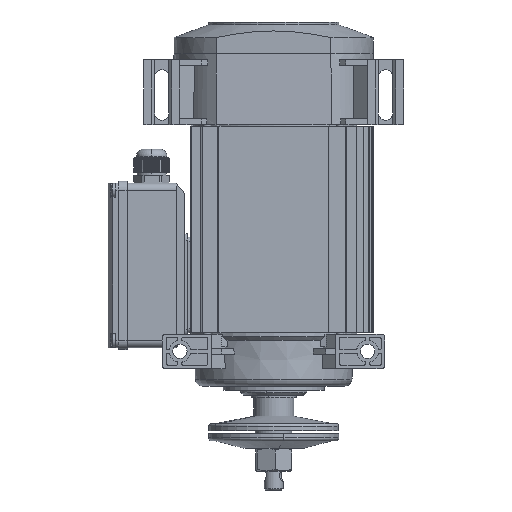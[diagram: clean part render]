
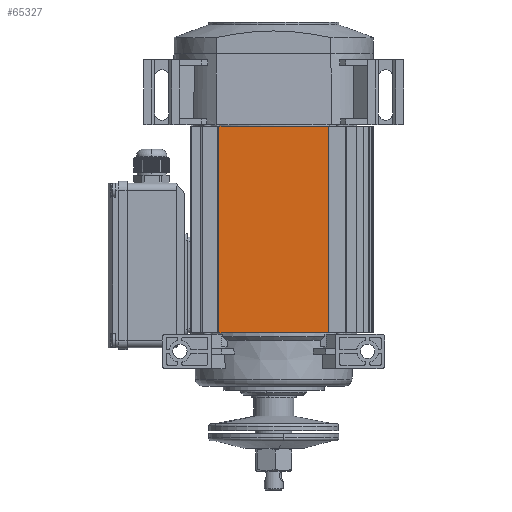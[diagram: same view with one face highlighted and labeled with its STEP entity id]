
A CAD part, front view. The second image highlights one B-rep face of the part: STEP entity #65327.
In plain terms, the highlighted planar face has unit normal (0, -1, 0).
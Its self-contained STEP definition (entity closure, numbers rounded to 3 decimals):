
#18835 = CARTESIAN_POINT ( 'NONE',  ( -37.869, -57.5, 0. ) ) ;
#18948 = DIRECTION ( 'NONE',  ( 0., 0., -1. ) ) ;
#18949 = VECTOR ( 'NONE', #18948, 1000. ) ;
#18950 = CARTESIAN_POINT ( 'NONE',  ( -37.869, -57.5, 143. ) ) ;
#18951 = LINE ( 'NONE', #18950, #18949 ) ;
#18965 = CARTESIAN_POINT ( 'NONE',  ( -37.869, -57.5, 143. ) ) ;
#19379 = CARTESIAN_POINT ( 'NONE',  ( 37.869, -57.5, 143. ) ) ;
#19380 = DIRECTION ( 'NONE',  ( 1., 0., 0. ) ) ;
#19381 = VECTOR ( 'NONE', #19380, 1000. ) ;
#19382 = CARTESIAN_POINT ( 'NONE',  ( -37.869, -57.5, 143. ) ) ;
#19383 = LINE ( 'NONE', #19382, #19381 ) ;
#19995 = DIRECTION ( 'NONE',  ( 1., 0., 0. ) ) ;
#19996 = VECTOR ( 'NONE', #19995, 1000. ) ;
#19997 = CARTESIAN_POINT ( 'NONE',  ( -37.869, -57.5, 0. ) ) ;
#19998 = LINE ( 'NONE', #19997, #19996 ) ;
#19999 = CARTESIAN_POINT ( 'NONE',  ( 37.869, -57.5, 0. ) ) ;
#46502 = DIRECTION ( 'NONE',  ( 0., 0., -1. ) ) ;
#46503 = VECTOR ( 'NONE', #46502, 1000. ) ;
#46504 = CARTESIAN_POINT ( 'NONE',  ( 37.869, -57.5, 143. ) ) ;
#46505 = LINE ( 'NONE', #46504, #46503 ) ;
#46663 = DIRECTION ( 'NONE',  ( 0., 0., 1. ) ) ;
#46664 = DIRECTION ( 'NONE',  ( 0., 1., 0. ) ) ;
#46665 = AXIS2_PLACEMENT_3D ( 'NONE', #46667, #46664, #46663 ) ;
#46667 = CARTESIAN_POINT ( 'NONE',  ( -37.869, -57.5, 143. ) ) ;
#46668 = PLANE ( 'NONE',  #46665 ) ;
#46669 = FACE_OUTER_BOUND ( 'NONE', #65328, .T. ) ;
#55075 = VERTEX_POINT ( 'NONE', #18835 ) ;
#55129 = EDGE_CURVE ( 'NONE', #55152, #55075, #18951, .T. ) ;
#55152 = VERTEX_POINT ( 'NONE', #18965 ) ;
#55376 = EDGE_CURVE ( 'NONE', #55152, #55377, #19383, .T. ) ;
#55377 = VERTEX_POINT ( 'NONE', #19379 ) ;
#55700 = VERTEX_POINT ( 'NONE', #19999 ) ;
#55702 = EDGE_CURVE ( 'NONE', #55075, #55700, #19998, .T. ) ;
#65257 = EDGE_CURVE ( 'NONE', #55377, #55700, #46505, .T. ) ;
#65260 = ORIENTED_EDGE ( 'NONE', *, *, #55376, .F. ) ;
#65262 = ORIENTED_EDGE ( 'NONE', *, *, #55129, .T. ) ;
#65327 = ADVANCED_FACE ( 'NONE', ( #46669 ), #46668, .F. ) ;
#65328 = EDGE_LOOP ( 'NONE', ( #65330, #65333, #65260, #65262 ) ) ;
#65330 = ORIENTED_EDGE ( 'NONE', *, *, #55702, .T. ) ;
#65333 = ORIENTED_EDGE ( 'NONE', *, *, #65257, .F. ) ;
